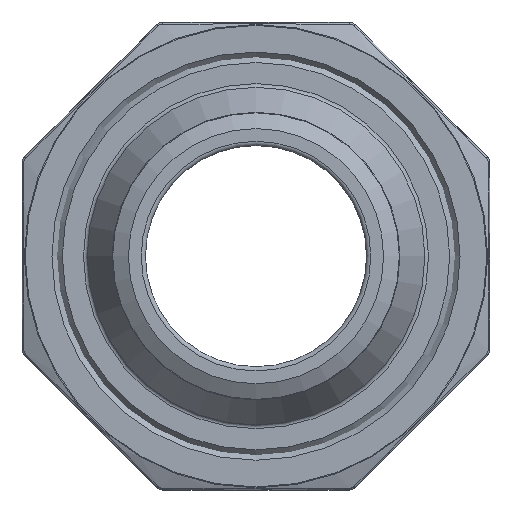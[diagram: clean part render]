
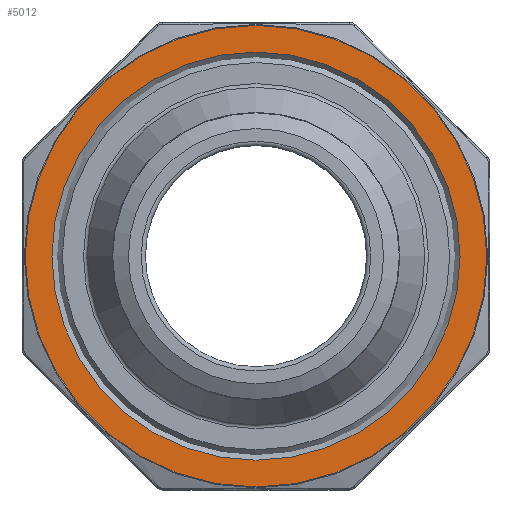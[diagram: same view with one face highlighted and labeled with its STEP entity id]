
A CAD part, left-side view. The second image highlights one B-rep face of the part: STEP entity #5012.
In plain terms, the highlighted planar face has unit normal (-1, 0, 0).
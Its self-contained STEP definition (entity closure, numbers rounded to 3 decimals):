
#2151 = ORIENTED_EDGE ( 'NONE', *, *, #8789, .T. ) ;
#3579 = DIRECTION ( 'NONE',  ( -1., 0., 0. ) ) ;
#3676 = DIRECTION ( 'NONE',  ( 0., 0., 1. ) ) ;
#3867 = AXIS2_PLACEMENT_3D ( 'NONE', #16260, #3579, #3676 ) ;
#4119 = CIRCLE ( 'NONE', #11428, 24. ) ;
#4218 = ORIENTED_EDGE ( 'NONE', *, *, #14804, .T. ) ;
#4545 = FACE_BOUND ( 'NONE', #7474, .T. ) ;
#5012 = ADVANCED_FACE ( 'NONE', ( #16988, #4545 ), #8823, .T. ) ;
#5370 = VERTEX_POINT ( 'NONE', #7007 ) ;
#5421 = EDGE_LOOP ( 'NONE', ( #4218 ) ) ;
#6921 = VERTEX_POINT ( 'NONE', #8380 ) ;
#7007 = CARTESIAN_POINT ( 'NONE',  ( -11.5, 0., 27.147 ) ) ;
#7474 = EDGE_LOOP ( 'NONE', ( #2151 ) ) ;
#7942 = CARTESIAN_POINT ( 'NONE',  ( -11.5, 0., 0. ) ) ;
#8380 = CARTESIAN_POINT ( 'NONE',  ( -11.5, 0., -24. ) ) ;
#8552 = DIRECTION ( 'NONE',  ( -1., 0., 0. ) ) ;
#8789 = EDGE_CURVE ( 'NONE', #6921, #6921, #4119, .T. ) ;
#8823 = PLANE ( 'NONE',  #15188 ) ;
#11218 = DIRECTION ( 'NONE',  ( 0., 0., 1. ) ) ;
#11428 = AXIS2_PLACEMENT_3D ( 'NONE', #7942, #15092, #12240 ) ;
#11792 = CIRCLE ( 'NONE', #3867, 27.147 ) ;
#12240 = DIRECTION ( 'NONE',  ( 0., 0., -1. ) ) ;
#14804 = EDGE_CURVE ( 'NONE', #5370, #5370, #11792, .T. ) ;
#15092 = DIRECTION ( 'NONE',  ( 1., 0., 0. ) ) ;
#15188 = AXIS2_PLACEMENT_3D ( 'NONE', #15720, #8552, #11218 ) ;
#15720 = CARTESIAN_POINT ( 'NONE',  ( -11.5, 37.92, 0. ) ) ;
#16260 = CARTESIAN_POINT ( 'NONE',  ( -11.5, 0., 0. ) ) ;
#16988 = FACE_OUTER_BOUND ( 'NONE', #5421, .T. ) ;
